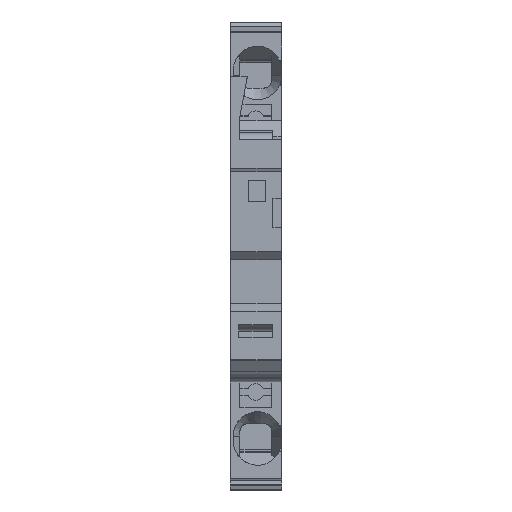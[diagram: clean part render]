
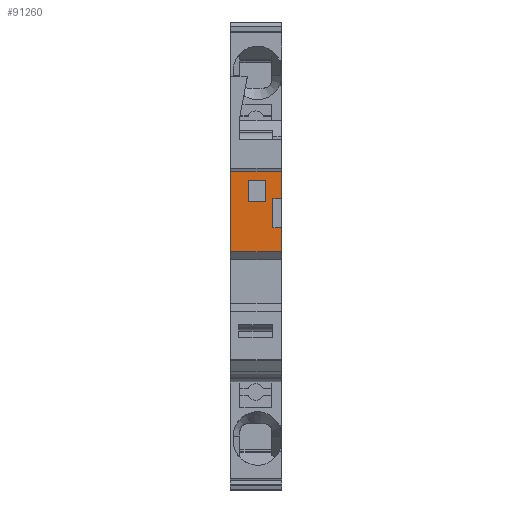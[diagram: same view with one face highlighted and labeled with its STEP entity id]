
A CAD part, top view. The second image highlights one B-rep face of the part: STEP entity #91260.
In plain terms, the highlighted face is planar.
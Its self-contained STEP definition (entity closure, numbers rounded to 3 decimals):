
#30590=CARTESIAN_POINT('',(-9.55,44.5,
-5.05));
#30600=VERTEX_POINT('',#30590);
#30750=CARTESIAN_POINT('',(-9.55,44.5,
1.));
#30760=VERTEX_POINT('',#30750);
#30790=CARTESIAN_POINT('',(-9.55,44.5,
3.));
#30800=DIRECTION('',(0.,0.,1.));
#30810=VECTOR('',#30800,1.);
#30820=LINE('',#30790,#30810);
#30830=EDGE_CURVE('',#30600,#30760,#30820,.T.);
#34400=CARTESIAN_POINT('',(-13.15,44.5,
-0.875));
#34410=VERTEX_POINT('',#34400);
#34580=CARTESIAN_POINT('',(-10.55,44.5,
-0.875));
#34590=VERTEX_POINT('',#34580);
#34620=CARTESIAN_POINT('',(-3.794,44.5,
-0.875));
#34630=DIRECTION('',(1.,0.,0.));
#34640=VECTOR('',#34630,1.);
#34650=LINE('',#34620,#34640);
#34660=EDGE_CURVE('',#34410,#34590,#34650,.T.);
#74250=CARTESIAN_POINT('',(-16.275,44.5,
0.));
#74260=VERTEX_POINT('',#74250);
#74290=CARTESIAN_POINT('',(-23.,44.5,
0.));
#74300=DIRECTION('',(-1.,0.,0.));
#74310=VECTOR('',#74300,1.);
#74320=LINE('',#74290,#74310);
#74330=CARTESIAN_POINT('',(-12.775,44.5,
0.));
#74340=VERTEX_POINT('',#74330);
#74350=EDGE_CURVE('',#74340,#74260,#74320,.T.);
#76320=CARTESIAN_POINT('',(-23.,44.5,
-5.05));
#76330=DIRECTION('',(-1.,0.,0.));
#76340=VECTOR('',#76330,1.);
#76350=LINE('',#76320,#76340);
#76360=CARTESIAN_POINT('',(-19.128,44.5,
-5.05));
#76370=VERTEX_POINT('',#76360);
#76380=EDGE_CURVE('',#30600,#76370,#76350,.T.);
#78010=CARTESIAN_POINT('',(-12.775,44.5,
1.));
#78020=VERTEX_POINT('',#78010);
#78070=CARTESIAN_POINT('',(-12.775,44.5,
3.));
#78080=DIRECTION('',(0.,0.,-1.));
#78090=VECTOR('',#78080,1.);
#78100=LINE('',#78070,#78090);
#78110=EDGE_CURVE('',#78020,#74340,#78100,.T.);
#80320=CARTESIAN_POINT('',(-13.15,44.5,
-2.975));
#80330=VERTEX_POINT('',#80320);
#80450=CARTESIAN_POINT('',(-13.15,44.5,
-5.1));
#80460=DIRECTION('',(0.,0.,1.));
#80470=VECTOR('',#80460,1.);
#80480=LINE('',#80450,#80470);
#80490=EDGE_CURVE('',#80330,#34410,#80480,.T.);
#83840=CARTESIAN_POINT('',(-16.275,44.5,
1.));
#83850=VERTEX_POINT('',#83840);
#83880=CARTESIAN_POINT('',(-16.275,44.5,
3.));
#83890=DIRECTION('',(0.,0.,1.));
#83900=VECTOR('',#83890,1.);
#83910=LINE('',#83880,#83900);
#83920=EDGE_CURVE('',#74260,#83850,#83910,.T.);
#84310=CARTESIAN_POINT('',(-19.128,44.5,
3.));
#84320=DIRECTION('',(0.,0.,-1.));
#84330=VECTOR('',#84320,1.);
#84340=LINE('',#84310,#84330);
#84350=CARTESIAN_POINT('',(-19.128,44.5,
1.));
#84360=VERTEX_POINT('',#84350);
#84370=EDGE_CURVE('',#84360,#76370,#84340,.T.);
#90870=CARTESIAN_POINT('',(-9.55,44.5,
-5.1));
#90880=DIRECTION('',(0.,-1.,0.));
#90890=DIRECTION('',(1.,0.,0.));
#90900=AXIS2_PLACEMENT_3D('',#90870,#90880,#90890);
#90910=PLANE('',#90900);
#90920=CARTESIAN_POINT('',(-10.55,44.5,
-5.1));
#90930=DIRECTION('',(0.,0.,-1.));
#90940=VECTOR('',#90930,1.);
#90950=LINE('',#90920,#90940);
#90960=CARTESIAN_POINT('',(-10.55,44.5,
-2.975));
#90970=VERTEX_POINT('',#90960);
#90980=EDGE_CURVE('',#34590,#90970,#90950,.T.);
#90990=ORIENTED_EDGE('',*,*,#90980,.F.);
#91000=CARTESIAN_POINT('',(-3.794,44.5,
-2.975));
#91010=DIRECTION('',(-1.,0.,0.));
#91020=VECTOR('',#91010,1.);
#91030=LINE('',#91000,#91020);
#91040=EDGE_CURVE('',#90970,#80330,#91030,.T.);
#91050=ORIENTED_EDGE('',*,*,#91040,.F.);
#91060=ORIENTED_EDGE('',*,*,#80490,.F.);
#91070=ORIENTED_EDGE('',*,*,#34660,.F.);
#91080=EDGE_LOOP('',(#91070,#91060,#91050,#90990));
#91090=FACE_BOUND('',#91080,.T.);
#91100=ORIENTED_EDGE('',*,*,#76380,.T.);
#91110=ORIENTED_EDGE('',*,*,#30830,.F.);
#91120=CARTESIAN_POINT('',(-23.,44.5,
1.));
#91130=DIRECTION('',(-1.,0.,0.));
#91140=VECTOR('',#91130,1.);
#91150=LINE('',#91120,#91140);
#91160=EDGE_CURVE('',#30760,#78020,#91150,.T.);
#91170=ORIENTED_EDGE('',*,*,#91160,.F.);
#91180=ORIENTED_EDGE('',*,*,#78110,.F.);
#91190=ORIENTED_EDGE('',*,*,#74350,.F.);
#91200=ORIENTED_EDGE('',*,*,#83920,.F.);
#91210=EDGE_CURVE('',#83850,#84360,#91150,.T.);
#91220=ORIENTED_EDGE('',*,*,#91210,.F.);
#91230=ORIENTED_EDGE('',*,*,#84370,.F.);
#91240=EDGE_LOOP('',(#91230,#91220,#91200,#91190,#91180,#91170,#91110,
#91100));
#91250=FACE_OUTER_BOUND('',#91240,.T.);
#91260=ADVANCED_FACE('',(#91090,#91250),#90910,.F.);
